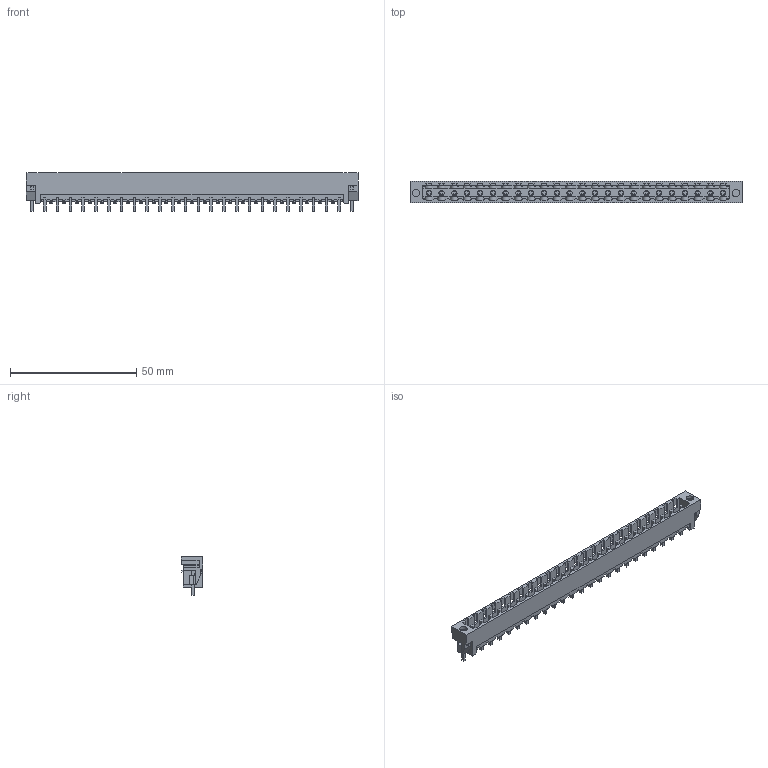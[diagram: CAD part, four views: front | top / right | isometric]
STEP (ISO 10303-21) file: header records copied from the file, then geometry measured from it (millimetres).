
FILE_DESCRIPTION(('CATIA V5 STEP Exchange','CAx-IF Rec.Pracs.--- Model Styling and Organization---1.2---2011-12-15'),'2;1');
FILE_NAME ('D1457062_0_1838660000_1838660000.stp','2018-03-31T12:39:12+00:00',('none'),('Weidmueller'),'CATIA Version 5-6 Release 2014','CATIA V5 STEP AP214','none');
FILE_SCHEMA(('AUTOMOTIVE_DESIGN { 1 0 10303 214 1 1 1 1 }'));
Products named in the file (1): 1838660000
Bounding box: 131.72 x 8.43 x 15.2 mm (x, y, z)
Volume: 4718 mm3; surface area: 11160.8 mm2
Topology: 27 solids, 27 shells, 1470 faces, 4680 edges, 3216 vertices
Faces by surface type: plane 1209, cylinder 237, extrusion 24
Entity records: 53908 total; most frequent: CARTESIAN_POINT 11633, ORIENTED_EDGE 9360, DIRECTION 7172, EDGE_CURVE 4680, VECTOR 3806, LINE 3782, VERTEX_POINT 3216, AXIS2_PLACEMENT_3D 1920
